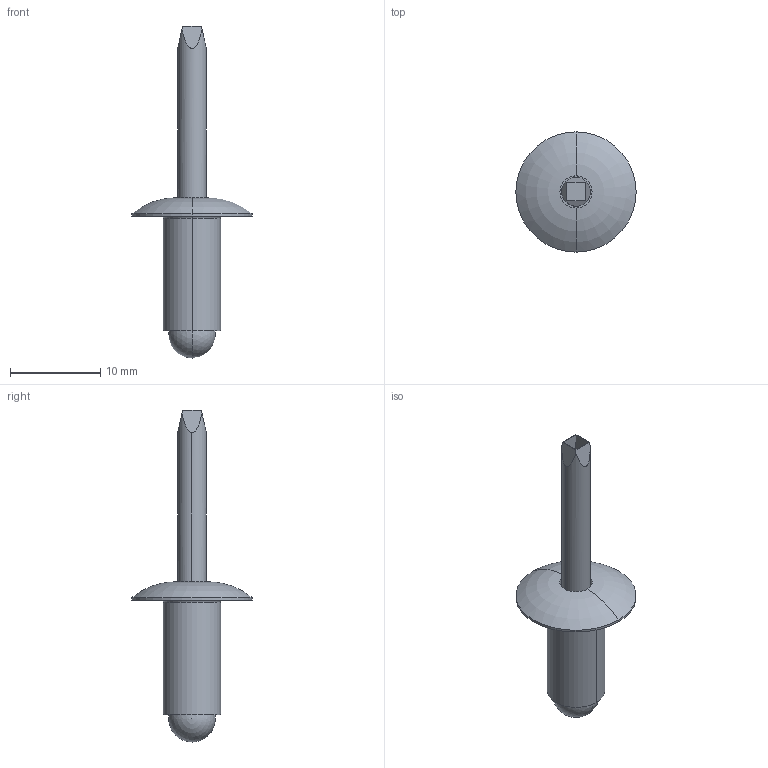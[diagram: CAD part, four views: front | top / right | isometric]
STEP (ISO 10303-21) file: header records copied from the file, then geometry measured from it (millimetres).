
FILE_DESCRIPTION (( 'STEP AP203' ), '1' );
FILE_NAME ('97447A651_Aluminum Blind Rivets with Aluminum Mandrel.STEP', '2022-11-04T19:51:10', ( 'Administrator' ), ( 'Managed by Terraform' ), 'SwSTEP 2.0', 'SolidWorks 2017', '' );
FILE_SCHEMA (( 'CONFIG_CONTROL_DESIGN' ));
Length unit declared in the file: inch
Products named in the file (1): 97447A651_Aluminum Blind Rivets with Aluminum Mandrel
Bounding box: 13.34 x 13.34 x 36.83 mm (x, y, z)
Volume: 767.4 mm3; surface area: 917.2 mm2
Topology: 3 solids, 3 shells, 29 faces, 63 edges, 40 vertices
Faces by surface type: plane 15, cylinder 8, torus 4, sphere 2
Entity records: 831 total; most frequent: CARTESIAN_POINT 143, DIRECTION 136, ORIENTED_EDGE 116, EDGE_CURVE 58, AXIS2_PLACEMENT_3D 54, VERTEX_POINT 37, EDGE_LOOP 31, FACE_OUTER_BOUND 29
